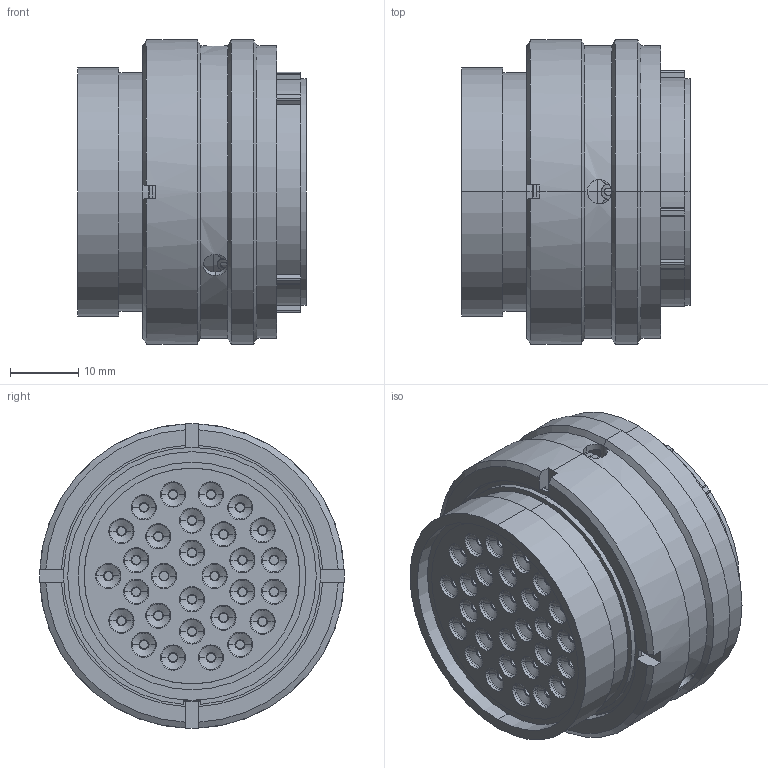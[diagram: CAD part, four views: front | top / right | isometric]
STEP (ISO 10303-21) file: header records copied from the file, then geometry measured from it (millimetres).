
FILE_DESCRIPTION (( 'STEP AP214' ), '1' );
FILE_NAME ('AS624-29PN.STEP', '2020-11-10T15:56:26', ( 'TE Connectivity' ), ( 'TE Connectivity' ), 'SwSTEP 2.0', 'SolidWorks 2016', '' );
FILE_SCHEMA (( 'AUTOMOTIVE_DESIGN' ));
Length unit declared in the file: millimetre
Products named in the file (1): AS624-29PN
Bounding box: 33.37 x 44.5 x 44.5 mm (x, y, z)
Volume: 23815.9 mm3; surface area: 29869 mm2
Topology: 39 solids, 39 shells, 2514 faces, 6360 edges, 3992 vertices
Faces by surface type: cylinder 1044, plane 806, cone 416, torus 236, bspline 12
Entity records: 114198 total; most frequent: CARTESIAN_POINT 29510, ORIENTED_EDGE 12720, DIRECTION 10660, EDGE_CURVE 6360, AXIS2_PLACEMENT_3D 4352, VERTEX_POINT 3992, EDGE_LOOP 2770, UNCERTAINTY_MEASURE_WITH_UNIT 2555
